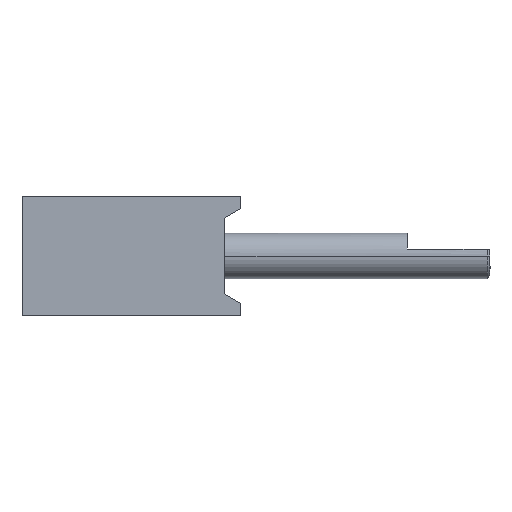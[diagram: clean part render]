
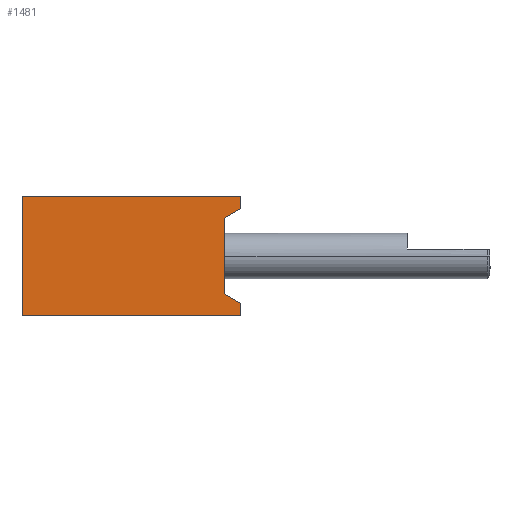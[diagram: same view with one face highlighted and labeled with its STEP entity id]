
A CAD part, left-side view. The second image highlights one B-rep face of the part: STEP entity #1481.
In plain terms, the highlighted planar face has unit normal (-1, 0, 0).
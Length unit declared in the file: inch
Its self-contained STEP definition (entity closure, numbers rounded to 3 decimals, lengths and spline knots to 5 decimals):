
#57 = LINE ( 'NONE', #1079, #2948 ) ;
#64 = CARTESIAN_POINT ( 'NONE',  ( 0., -0.159, -0.087 ) ) ;
#98 = VECTOR ( 'NONE', #2694, 39.37008 ) ;
#102 = VECTOR ( 'NONE', #1782, 39.37008 ) ;
#117 = EDGE_CURVE ( 'NONE', #1683, #1390, #473, .T. ) ;
#186 = ORIENTED_EDGE ( 'NONE', *, *, #117, .F. ) ;
#215 = VERTEX_POINT ( 'NONE', #461 ) ;
#313 = CARTESIAN_POINT ( 'NONE',  ( 0., -0.159, -0.087 ) ) ;
#413 = CARTESIAN_POINT ( 'NONE',  ( 0., -0.147, -0.087 ) ) ;
#461 = CARTESIAN_POINT ( 'NONE',  ( 0., -0.159, 0. ) ) ;
#473 = LINE ( 'NONE', #2138, #1779 ) ;
#483 = EDGE_LOOP ( 'NONE', ( #2359, #2510, #2764, #1792, #1081, #2163, #186, #3038 ) ) ;
#777 = DIRECTION ( 'NONE',  ( -1., 0., 0. ) ) ;
#828 = CARTESIAN_POINT ( 'NONE',  ( 0., 0., -0.087 ) ) ;
#844 = CARTESIAN_POINT ( 'NONE',  ( 0., -0.159, -0.087 ) ) ;
#864 = LINE ( 'NONE', #413, #3052 ) ;
#868 = VERTEX_POINT ( 'NONE', #2700 ) ;
#881 = CARTESIAN_POINT ( 'NONE',  ( 0., -0.12526, -0.02855 ) ) ;
#941 = LINE ( 'NONE', #1310, #1518 ) ;
#964 = VERTEX_POINT ( 'NONE', #2754 ) ;
#980 = VECTOR ( 'NONE', #2093, 39.37008 ) ;
#1041 = CARTESIAN_POINT ( 'NONE',  ( 0., 0., -0.087 ) ) ;
#1079 = CARTESIAN_POINT ( 'NONE',  ( 0., -0.159, 0. ) ) ;
#1081 = ORIENTED_EDGE ( 'NONE', *, *, #1407, .F. ) ;
#1106 = VECTOR ( 'NONE', #2681, 39.37008 ) ;
#1151 = CARTESIAN_POINT ( 'NONE',  ( 0., 0., 0. ) ) ;
#1166 = LINE ( 'NONE', #881, #980 ) ;
#1253 = PLANE ( 'NONE',  #2295 ) ;
#1310 = CARTESIAN_POINT ( 'NONE',  ( 0., -0.159, -0.087 ) ) ;
#1379 = CARTESIAN_POINT ( 'NONE',  ( 0., -0.147, -0.071 ) ) ;
#1390 = VERTEX_POINT ( 'NONE', #2622 ) ;
#1407 = EDGE_CURVE ( 'NONE', #2351, #2132, #1558, .T. ) ;
#1428 = DIRECTION ( 'NONE',  ( 0., -0.866, -0.5 ) ) ;
#1481 = ADVANCED_FACE ( 'NONE', ( #1898 ), #1253, .T. ) ;
#1518 = VECTOR ( 'NONE', #1578, 39.37008 ) ;
#1558 = LINE ( 'NONE', #64, #1106 ) ;
#1578 = DIRECTION ( 'NONE',  ( 0., 0., 1. ) ) ;
#1600 = DIRECTION ( 'NONE',  ( 0., 0., -1. ) ) ;
#1612 = EDGE_CURVE ( 'NONE', #2132, #1843, #2794, .T. ) ;
#1683 = VERTEX_POINT ( 'NONE', #1379 ) ;
#1779 = VECTOR ( 'NONE', #1428, 39.37008 ) ;
#1782 = DIRECTION ( 'NONE',  ( 0., 0., 1. ) ) ;
#1792 = ORIENTED_EDGE ( 'NONE', *, *, #1612, .F. ) ;
#1843 = VERTEX_POINT ( 'NONE', #1151 ) ;
#1898 = FACE_OUTER_BOUND ( 'NONE', #483, .T. ) ;
#2071 = DIRECTION ( 'NONE',  ( 0., 1., 0. ) ) ;
#2093 = DIRECTION ( 'NONE',  ( 0., 0.866, -0.5 ) ) ;
#2132 = VERTEX_POINT ( 'NONE', #1041 ) ;
#2138 = CARTESIAN_POINT ( 'NONE',  ( 0., -0.16293, -0.0802 ) ) ;
#2163 = ORIENTED_EDGE ( 'NONE', *, *, #2211, .T. ) ;
#2211 = EDGE_CURVE ( 'NONE', #2351, #1390, #2602, .T. ) ;
#2295 = AXIS2_PLACEMENT_3D ( 'NONE', #313, #777, #2939 ) ;
#2346 = EDGE_CURVE ( 'NONE', #215, #1843, #57, .T. ) ;
#2351 = VERTEX_POINT ( 'NONE', #844 ) ;
#2359 = ORIENTED_EDGE ( 'NONE', *, *, #2995, .F. ) ;
#2457 = CARTESIAN_POINT ( 'NONE',  ( 0., -0.159, -0.087 ) ) ;
#2510 = ORIENTED_EDGE ( 'NONE', *, *, #2932, .T. ) ;
#2602 = LINE ( 'NONE', #2457, #98 ) ;
#2622 = CARTESIAN_POINT ( 'NONE',  ( 0., -0.159, -0.07793 ) ) ;
#2681 = DIRECTION ( 'NONE',  ( 0., 1., 0. ) ) ;
#2694 = DIRECTION ( 'NONE',  ( 0., 0., 1. ) ) ;
#2700 = CARTESIAN_POINT ( 'NONE',  ( 0., -0.159, -0.00907 ) ) ;
#2754 = CARTESIAN_POINT ( 'NONE',  ( 0., -0.147, -0.016 ) ) ;
#2764 = ORIENTED_EDGE ( 'NONE', *, *, #2346, .T. ) ;
#2794 = LINE ( 'NONE', #828, #102 ) ;
#2932 = EDGE_CURVE ( 'NONE', #868, #215, #941, .T. ) ;
#2939 = DIRECTION ( 'NONE',  ( 0., 0., 1. ) ) ;
#2948 = VECTOR ( 'NONE', #2071, 39.37008 ) ;
#2995 = EDGE_CURVE ( 'NONE', #868, #964, #1166, .T. ) ;
#3038 = ORIENTED_EDGE ( 'NONE', *, *, #3071, .F. ) ;
#3052 = VECTOR ( 'NONE', #1600, 39.37008 ) ;
#3071 = EDGE_CURVE ( 'NONE', #964, #1683, #864, .T. ) ;
